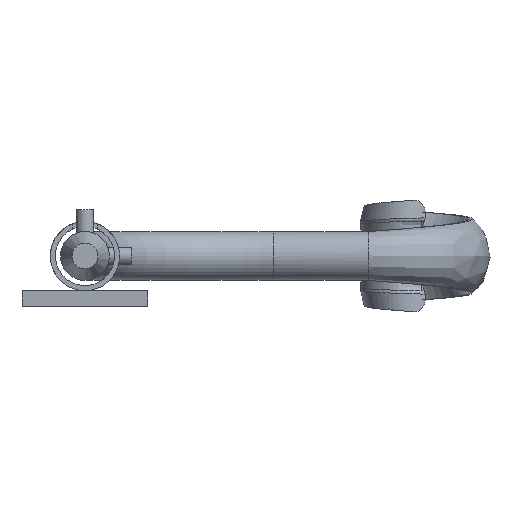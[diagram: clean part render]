
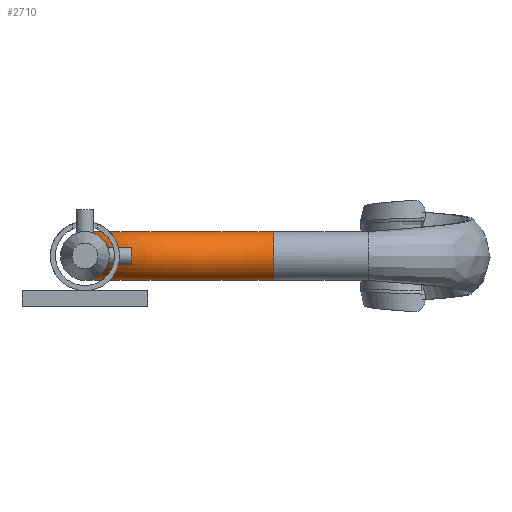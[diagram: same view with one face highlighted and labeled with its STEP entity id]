
A CAD part, front view. The second image highlights one B-rep face of the part: STEP entity #2710.
In plain terms, the highlighted toroidal (fillet/blend) face has major radius 60 mm and minor radius 7.75 mm.
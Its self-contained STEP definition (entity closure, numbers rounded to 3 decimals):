
#2710 = ADVANCED_FACE ( 'NONE', ( #10060, #34348 ), #24788, .T. ) ;
#3789 = VERTEX_POINT ( 'NONE', #52023 ) ;
#7354 = CARTESIAN_POINT ( 'NONE',  ( 60., 265., 8.25 ) ) ;
#8435 = CARTESIAN_POINT ( 'NONE',  ( 0., 205., 16. ) ) ;
#9373 = AXIS2_PLACEMENT_3D ( 'NONE', #23954, #23420, #31787 ) ;
#10060 = FACE_OUTER_BOUND ( 'NONE', #46444, .T. ) ;
#11471 = CIRCLE ( 'NONE', #25284, 7.75 ) ;
#12533 = DIRECTION ( 'NONE',  ( 0., -1., 0. ) ) ;
#13998 = AXIS2_PLACEMENT_3D ( 'NONE', #8435, #12533, #41128 ) ;
#16551 = CIRCLE ( 'NONE', #13998, 7.75 ) ;
#19498 = CARTESIAN_POINT ( 'NONE',  ( 60., 265., 16. ) ) ;
#23420 = DIRECTION ( 'NONE',  ( 0., 0., -1. ) ) ;
#23954 = CARTESIAN_POINT ( 'NONE',  ( 60., 205., 16. ) ) ;
#24788 = TOROIDAL_SURFACE ( 'NONE', #9373, 60., 7.75 ) ;
#25284 = AXIS2_PLACEMENT_3D ( 'NONE', #19498, #44487, #44660 ) ;
#26195 = VERTEX_POINT ( 'NONE', #7354 ) ;
#27128 = ORIENTED_EDGE ( 'NONE', *, *, #32608, .T. ) ;
#31787 = DIRECTION ( 'NONE',  ( -1., 0., 0. ) ) ;
#32608 = EDGE_CURVE ( 'NONE', #26195, #26195, #11471, .T. ) ;
#34348 = FACE_OUTER_BOUND ( 'NONE', #39891, .T. ) ;
#36239 = EDGE_CURVE ( 'NONE', #3789, #3789, #16551, .T. ) ;
#39891 = EDGE_LOOP ( 'NONE', ( #27128 ) ) ;
#41128 = DIRECTION ( 'NONE',  ( 0., 0., -1. ) ) ;
#44487 = DIRECTION ( 'NONE',  ( -1., 0., 0. ) ) ;
#44660 = DIRECTION ( 'NONE',  ( 0., 0., -1. ) ) ;
#46444 = EDGE_LOOP ( 'NONE', ( #47581 ) ) ;
#47581 = ORIENTED_EDGE ( 'NONE', *, *, #36239, .F. ) ;
#52023 = CARTESIAN_POINT ( 'NONE',  ( 0., 205., 8.25 ) ) ;
